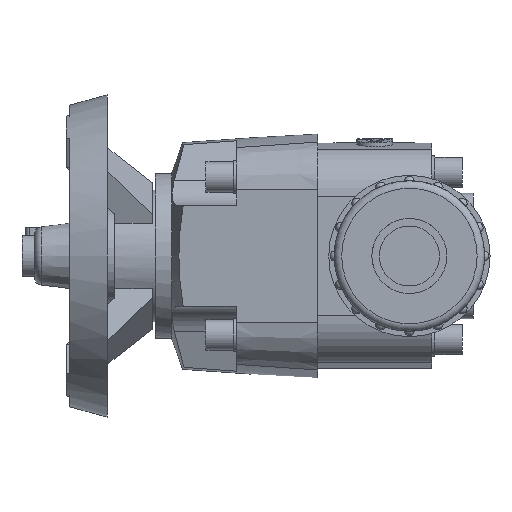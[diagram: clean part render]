
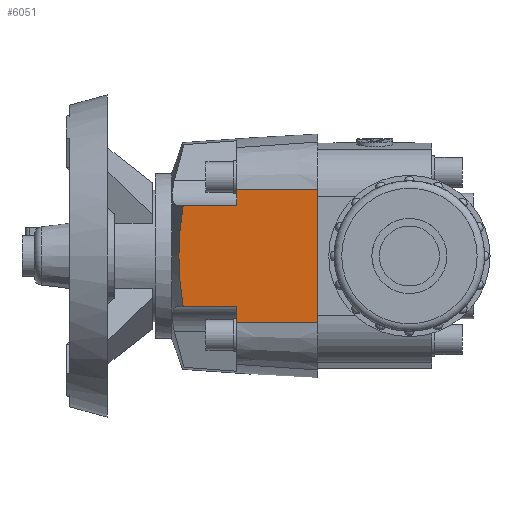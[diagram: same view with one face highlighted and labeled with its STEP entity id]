
A CAD part, left-side view. The second image highlights one B-rep face of the part: STEP entity #6051.
In plain terms, the highlighted planar face has unit normal (-0.998, 0.07, 0).
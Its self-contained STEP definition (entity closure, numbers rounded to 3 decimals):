
#96=(
BOUNDED_CURVE()
B_SPLINE_CURVE(2,(#9613,#9614,#9615),.UNSPECIFIED.,.F.,.F.)
B_SPLINE_CURVE_WITH_KNOTS((3,3),(-17.425,-13.482),
 .UNSPECIFIED.)
CURVE()
GEOMETRIC_REPRESENTATION_ITEM()
RATIONAL_B_SPLINE_CURVE((2.802,2.97,2.97))
REPRESENTATION_ITEM('')
);
#106=(
BOUNDED_CURVE()
B_SPLINE_CURVE(2,(#9726,#9727,#9728),.UNSPECIFIED.,.F.,.F.)
B_SPLINE_CURVE_WITH_KNOTS((3,3),(-13.482,-9.539),
 .UNSPECIFIED.)
CURVE()
GEOMETRIC_REPRESENTATION_ITEM()
RATIONAL_B_SPLINE_CURVE((2.97,2.97,2.802))
REPRESENTATION_ITEM('')
);
#266=PLANE('',#6759);
#575=LINE('',#11454,#926);
#589=LINE('',#11532,#940);
#594=LINE('',#11548,#945);
#595=LINE('',#11555,#946);
#600=LINE('',#11573,#951);
#602=LINE('',#11576,#953);
#610=LINE('',#11602,#961);
#926=VECTOR('',#8260,1.);
#940=VECTOR('',#8354,1.);
#945=VECTOR('',#8367,1.);
#946=VECTOR('',#8374,1.);
#951=VECTOR('',#8391,1.);
#953=VECTOR('',#8395,1.);
#961=VECTOR('',#8425,1.);
#1313=FACE_OUTER_BOUND('',#1684,.T.);
#1684=EDGE_LOOP('',(#5073,#5074,#5075,#5076,#5077,#5078,#5079,#5080,#5081));
#2298=VERTEX_POINT('',#9611);
#2299=VERTEX_POINT('',#9612);
#2314=VERTEX_POINT('',#9722);
#2689=VERTEX_POINT('',#11451);
#2690=VERTEX_POINT('',#11453);
#2711=VERTEX_POINT('',#11531);
#2715=VERTEX_POINT('',#11547);
#2717=VERTEX_POINT('',#11553);
#2718=VERTEX_POINT('',#11554);
#2892=EDGE_CURVE('',#2298,#2299,#96,.T.);
#2908=EDGE_CURVE('',#2299,#2314,#106,.T.);
#3489=EDGE_CURVE('',#2690,#2689,#575,.T.);
#3517=EDGE_CURVE('',#2711,#2298,#589,.T.);
#3524=EDGE_CURVE('',#2715,#2711,#594,.T.);
#3527=EDGE_CURVE('',#2717,#2718,#595,.T.);
#3536=EDGE_CURVE('',#2314,#2717,#600,.T.);
#3538=EDGE_CURVE('',#2690,#2718,#602,.T.);
#3550=EDGE_CURVE('',#2689,#2715,#610,.T.);
#5073=ORIENTED_EDGE('',*,*,#3517,.T.);
#5074=ORIENTED_EDGE('',*,*,#2892,.T.);
#5075=ORIENTED_EDGE('',*,*,#2908,.T.);
#5076=ORIENTED_EDGE('',*,*,#3536,.T.);
#5077=ORIENTED_EDGE('',*,*,#3527,.T.);
#5078=ORIENTED_EDGE('',*,*,#3538,.F.);
#5079=ORIENTED_EDGE('',*,*,#3489,.T.);
#5080=ORIENTED_EDGE('',*,*,#3550,.T.);
#5081=ORIENTED_EDGE('',*,*,#3524,.T.);
#6051=ADVANCED_FACE('',(#1313),#266,.T.);
#6759=AXIS2_PLACEMENT_3D('',#11603,#8426,#8427);
#8260=DIRECTION('',(0.,0.,1.));
#8354=DIRECTION('',(0.07,0.998,0.));
#8367=DIRECTION('',(0.,0.,-1.));
#8374=DIRECTION('',(0.,0.,-1.));
#8391=DIRECTION('',(-0.07,-0.998,0.));
#8395=DIRECTION('',(0.07,0.998,0.));
#8425=DIRECTION('',(0.07,0.998,0.));
#8426=DIRECTION('center_axis',(-0.998,0.07,0.));
#8427=DIRECTION('ref_axis',(0.,0.,1.));
#9611=CARTESIAN_POINT('',(-27.493,60.3,13.5));
#9612=CARTESIAN_POINT('',(-27.412,61.46,0.));
#9613=CARTESIAN_POINT('Ctrl Pts',(-27.493,60.3,13.5));
#9614=CARTESIAN_POINT('Ctrl Pts',(-27.412,61.46,6.367));
#9615=CARTESIAN_POINT('Ctrl Pts',(-27.412,61.46,0.));
#9722=CARTESIAN_POINT('',(-27.493,60.3,-13.5));
#9726=CARTESIAN_POINT('Ctrl Pts',(-27.412,61.46,0.));
#9727=CARTESIAN_POINT('Ctrl Pts',(-27.412,61.46,-6.367));
#9728=CARTESIAN_POINT('Ctrl Pts',(-27.493,60.3,-13.5));
#11451=CARTESIAN_POINT('',(-30.,24.45,17.737));
#11453=CARTESIAN_POINT('',(-30.,24.45,-17.737));
#11454=CARTESIAN_POINT('',(-30.,24.45,-17.737));
#11531=CARTESIAN_POINT('',(-28.486,46.096,13.5));
#11532=CARTESIAN_POINT('',(-27.732,56.89,13.5));
#11547=CARTESIAN_POINT('',(-28.486,46.096,17.737));
#11548=CARTESIAN_POINT('',(-28.486,46.096,21.048));
#11553=CARTESIAN_POINT('',(-28.486,46.096,-13.5));
#11554=CARTESIAN_POINT('',(-28.486,46.096,-17.737));
#11555=CARTESIAN_POINT('',(-28.486,46.096,-3.31));
#11573=CARTESIAN_POINT('',(-29.238,35.349,-13.5));
#11576=CARTESIAN_POINT('',(-30.,24.45,-17.737));
#11602=CARTESIAN_POINT('',(-30.,24.45,17.737));
#11603=CARTESIAN_POINT('Origin',(-30.,24.45,17.737));
